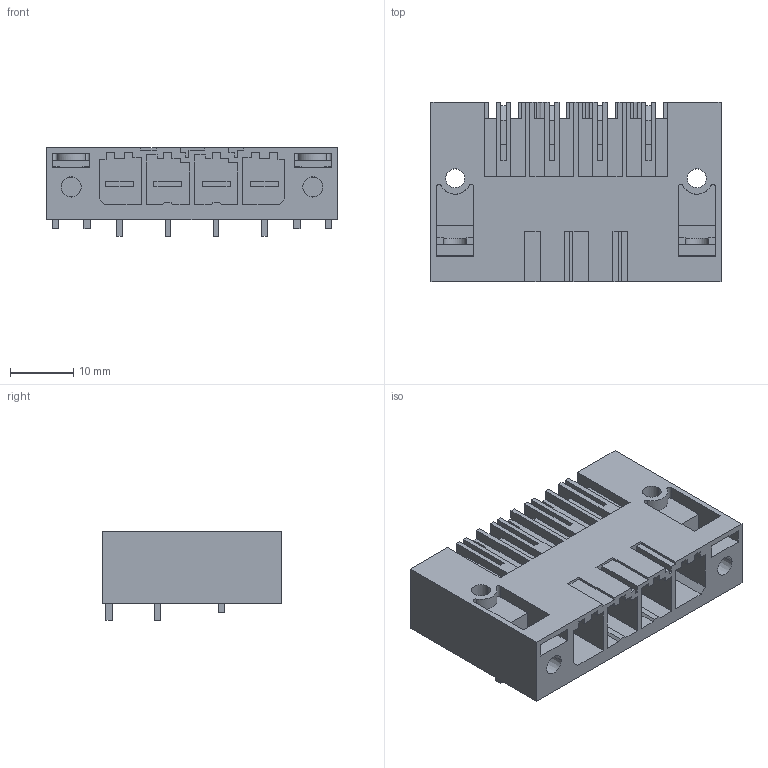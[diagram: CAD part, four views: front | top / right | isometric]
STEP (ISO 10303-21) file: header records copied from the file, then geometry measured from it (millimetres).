
FILE_DESCRIPTION(('CATIA V5 STEP','CAx-IF Rec.Pracs.--- Model Styling and Organization---1.4--- 2014-01-23'),'2;1');
FILE_NAME ('260790-5_0_2499660000_2499660000.stp','2023-09-25T08:21:09+00:00',('none'),('Weidmueller'),'CATIA Version 5-6 Release 2016 SP3 HF44','CATIA V5 STEP AP214','none');
FILE_SCHEMA(('AUTOMOTIVE_DESIGN { 1 0 10303 214 1 1 1 1 }'));
Length unit declared in the file: millimetre
Products named in the file (1): 2499660000
Bounding box: 45.72 x 28.3 x 14 mm (x, y, z)
Volume: 8369.6 mm3; surface area: 10501 mm2
Topology: 9 solids, 9 shells, 542 faces, 1574 edges, 1061 vertices
Faces by surface type: plane 506, cylinder 32, cone 4
Entity records: 16757 total; most frequent: ORIENTED_EDGE 3148, CARTESIAN_POINT 3086, DIRECTION 2280, EDGE_CURVE 1574, VECTOR 1484, LINE 1484, VERTEX_POINT 1061, EDGE_LOOP 573
